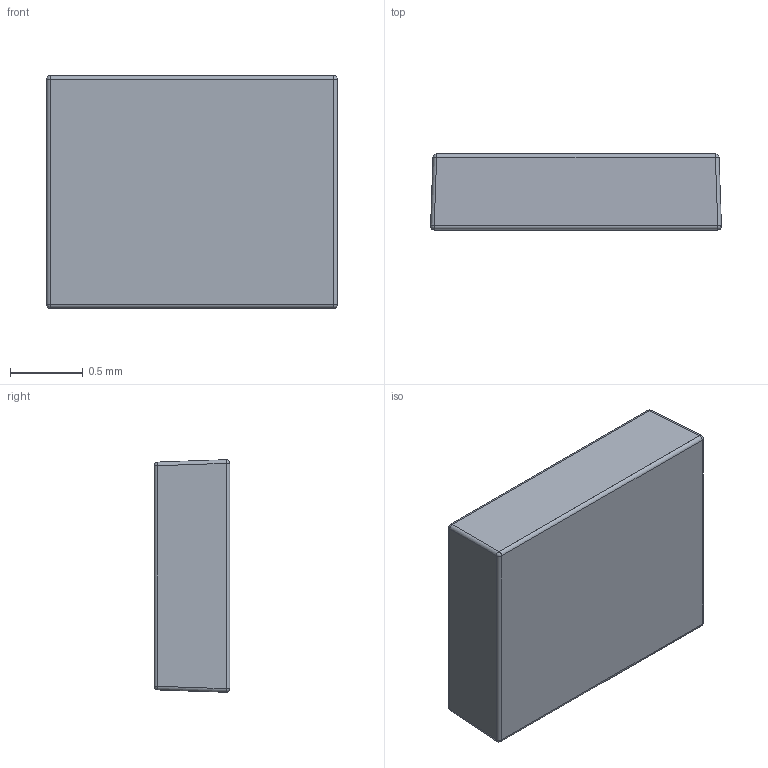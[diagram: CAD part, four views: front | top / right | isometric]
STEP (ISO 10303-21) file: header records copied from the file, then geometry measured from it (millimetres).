
FILE_DESCRIPTION (( 'STEP AP214' ), '1' );
FILE_NAME ('LUMINUS MP2016.STEP', '2016-03-26T22:20:54', ( '' ), ( '' ), 'SwSTEP 2.0', 'SolidWorks 2015', '' );
FILE_SCHEMA (( 'AUTOMOTIVE_DESIGN' ));
Length unit declared in the file: millimetre
Products named in the file (1): LUMINUS MP2016
Bounding box: 2 x 0.52 x 1.6 mm (x, y, z)
Volume: 1.6 mm3; surface area: 9.9 mm2
Topology: 1 solids, 1 shells, 41 faces, 94 edges, 48 vertices
Faces by surface type: cylinder 20, sphere 10, plane 7, torus 4
Entity records: 1131 total; most frequent: DIRECTION 220, CARTESIAN_POINT 176, ORIENTED_EDGE 172, AXIS2_PLACEMENT_3D 92, EDGE_CURVE 86, CIRCLE 50, VERTEX_POINT 48, EDGE_LOOP 42
